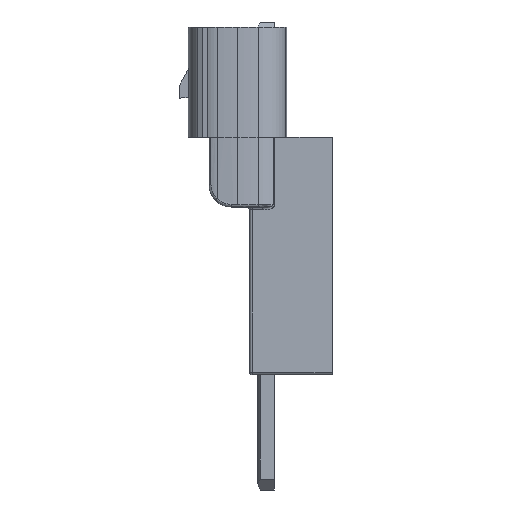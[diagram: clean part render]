
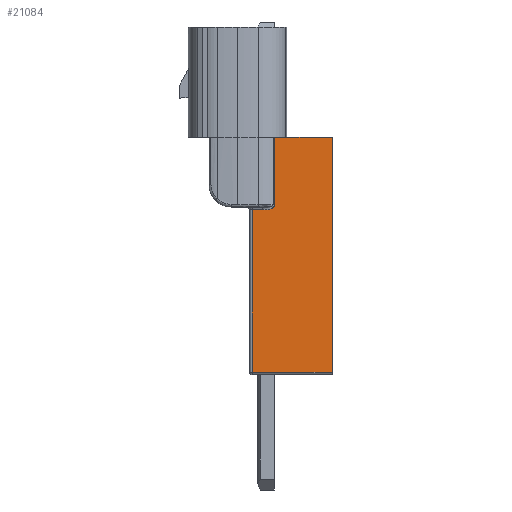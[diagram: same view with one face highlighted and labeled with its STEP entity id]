
A CAD part, left-side view. The second image highlights one B-rep face of the part: STEP entity #21084.
In plain terms, the highlighted planar face has unit normal (-1, 0, 0).
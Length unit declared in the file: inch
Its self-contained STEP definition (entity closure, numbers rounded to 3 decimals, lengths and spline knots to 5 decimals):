
#888 = EDGE_CURVE ( 'NONE', #8148, #4554, #14755, .T. ) ;
#958 = CARTESIAN_POINT ( 'NONE',  ( -0.14212, -0.02326, -0.4213 ) ) ;
#1033 = CARTESIAN_POINT ( 'NONE',  ( -0.14212, 0.05645, -0.4613 ) ) ;
#1953 = ORIENTED_EDGE ( 'NONE', *, *, #17408, .T. ) ;
#2331 = ORIENTED_EDGE ( 'NONE', *, *, #22059, .T. ) ;
#2863 = CARTESIAN_POINT ( 'NONE',  ( -0.14212, -0.02326, -0.4213 ) ) ;
#3427 = FACE_OUTER_BOUND ( 'NONE', #4018, .T. ) ;
#3539 = CARTESIAN_POINT ( 'NONE',  ( -0.14212, -0.43301, 0.0587 ) ) ;
#3661 = DIRECTION ( 'NONE',  ( 0., 0., -1. ) ) ;
#3679 = CARTESIAN_POINT ( 'NONE',  ( -0.14212, 0.13749, -1.6213 ) ) ;
#3694 = VERTEX_POINT ( 'NONE', #21168 ) ;
#4018 = EDGE_LOOP ( 'NONE', ( #16415, #17889, #1953, #5280, #2331, #21416, #17787 ) ) ;
#4248 = LINE ( 'NONE', #2863, #11296 ) ;
#4545 = CARTESIAN_POINT ( 'NONE',  ( -0.14212, -0.01751, -0.43791 ) ) ;
#4554 = VERTEX_POINT ( 'NONE', #11393 ) ;
#4630 = B_SPLINE_CURVE_WITH_KNOTS ( 'NONE', 3,
 ( #958, #11380, #14753, #4545, #16481, #6313, #18213, #8013, #19968, #9696, #21760, #11455, #1033, #13106 ),
 .UNSPECIFIED., .F., .F.,
 ( 4, 2, 2, 2, 2, 2, 4 ),
 ( 0., 0.00034, 0.00067, 0.00101, 0.00135, 0.00202, 0.0027 ),
 .UNSPECIFIED. ) ;
#4847 = DIRECTION ( 'NONE',  ( 0., 0., 1. ) ) ;
#5280 = ORIENTED_EDGE ( 'NONE', *, *, #13187, .T. ) ;
#5780 = DIRECTION ( 'NONE',  ( 0., -1., 0. ) ) ;
#6313 = CARTESIAN_POINT ( 'NONE',  ( -0.14212, -0.00754, -0.44685 ) ) ;
#6614 = CARTESIAN_POINT ( 'NONE',  ( -0.14212, -0.43301, 0.0587 ) ) ;
#7138 = LINE ( 'NONE', #11650, #10504 ) ;
#7263 = VERTEX_POINT ( 'NONE', #8952 ) ;
#8013 = CARTESIAN_POINT ( 'NONE',  ( -0.14212, 0.00434, -0.45296 ) ) ;
#8113 = EDGE_CURVE ( 'NONE', #4554, #18640, #20675, .T. ) ;
#8148 = VERTEX_POINT ( 'NONE', #3679 ) ;
#8216 = EDGE_CURVE ( 'NONE', #7263, #18640, #13977, .T. ) ;
#8952 = CARTESIAN_POINT ( 'NONE',  ( -0.14212, -0.02326, 0.0587 ) ) ;
#8960 = DIRECTION ( 'NONE',  ( 1., 0., 0. ) ) ;
#9696 = CARTESIAN_POINT ( 'NONE',  ( -0.14212, 0.02131, -0.45817 ) ) ;
#10249 = VERTEX_POINT ( 'NONE', #12127 ) ;
#10504 = VECTOR ( 'NONE', #11789, 39.37008 ) ;
#10693 = VECTOR ( 'NONE', #21074, 39.37008 ) ;
#11296 = VECTOR ( 'NONE', #3661, 39.37008 ) ;
#11380 = CARTESIAN_POINT ( 'NONE',  ( -0.14212, -0.02326, -0.42582 ) ) ;
#11393 = CARTESIAN_POINT ( 'NONE',  ( -0.14212, -0.43301, -1.6213 ) ) ;
#11455 = CARTESIAN_POINT ( 'NONE',  ( -0.14212, 0.04762, -0.46108 ) ) ;
#11650 = CARTESIAN_POINT ( 'NONE',  ( -0.14212, 0.13749, -0.4613 ) ) ;
#11789 = DIRECTION ( 'NONE',  ( 0., 1., 0. ) ) ;
#11968 = DIRECTION ( 'NONE',  ( 0., 0., -1. ) ) ;
#12127 = CARTESIAN_POINT ( 'NONE',  ( -0.14212, 0.13749, -0.4613 ) ) ;
#12332 = VERTEX_POINT ( 'NONE', #21260 ) ;
#13106 = CARTESIAN_POINT ( 'NONE',  ( -0.14212, 0.0653, -0.4613 ) ) ;
#13187 = EDGE_CURVE ( 'NONE', #3694, #10249, #7138, .T. ) ;
#13817 = VECTOR ( 'NONE', #4847, 39.37008 ) ;
#13977 = LINE ( 'NONE', #3539, #10693 ) ;
#14055 = EDGE_CURVE ( 'NONE', #7263, #12332, #4248, .T. ) ;
#14295 = AXIS2_PLACEMENT_3D ( 'NONE', #17454, #8960, #20979 ) ;
#14753 = CARTESIAN_POINT ( 'NONE',  ( -0.14212, -0.02194, -0.43019 ) ) ;
#14755 = LINE ( 'NONE', #20881, #16997 ) ;
#16415 = ORIENTED_EDGE ( 'NONE', *, *, #8216, .F. ) ;
#16481 = CARTESIAN_POINT ( 'NONE',  ( -0.14212, -0.01442, -0.44127 ) ) ;
#16583 = CARTESIAN_POINT ( 'NONE',  ( -0.14212, -0.43301, 0.0587 ) ) ;
#16997 = VECTOR ( 'NONE', #5780, 39.37008 ) ;
#17408 = EDGE_CURVE ( 'NONE', #12332, #3694, #4630, .T. ) ;
#17454 = CARTESIAN_POINT ( 'NONE',  ( -0.14212, -0.43301, 0.0587 ) ) ;
#17787 = ORIENTED_EDGE ( 'NONE', *, *, #8113, .T. ) ;
#17889 = ORIENTED_EDGE ( 'NONE', *, *, #14055, .T. ) ;
#18213 = CARTESIAN_POINT ( 'NONE',  ( -0.14212, -0.00365, -0.44917 ) ) ;
#18640 = VERTEX_POINT ( 'NONE', #16583 ) ;
#19115 = PLANE ( 'NONE',  #14295 ) ;
#19182 = LINE ( 'NONE', #22277, #20930 ) ;
#19968 = CARTESIAN_POINT ( 'NONE',  ( -0.14212, 0.0085, -0.45446 ) ) ;
#20675 = LINE ( 'NONE', #6614, #13817 ) ;
#20881 = CARTESIAN_POINT ( 'NONE',  ( -0.14212, -0.43301, -1.6213 ) ) ;
#20930 = VECTOR ( 'NONE', #11968, 39.37008 ) ;
#20979 = DIRECTION ( 'NONE',  ( 0., 0., 1. ) ) ;
#21074 = DIRECTION ( 'NONE',  ( 0., -1., 0. ) ) ;
#21084 = ADVANCED_FACE ( 'NONE', ( #3427 ), #19115, .F. ) ;
#21168 = CARTESIAN_POINT ( 'NONE',  ( -0.14212, 0.0653, -0.4613 ) ) ;
#21260 = CARTESIAN_POINT ( 'NONE',  ( -0.14212, -0.02326, -0.4213 ) ) ;
#21416 = ORIENTED_EDGE ( 'NONE', *, *, #888, .T. ) ;
#21760 = CARTESIAN_POINT ( 'NONE',  ( -0.14212, 0.03008, -0.45951 ) ) ;
#22059 = EDGE_CURVE ( 'NONE', #10249, #8148, #19182, .T. ) ;
#22277 = CARTESIAN_POINT ( 'NONE',  ( -0.14212, 0.13749, 0.0587 ) ) ;
